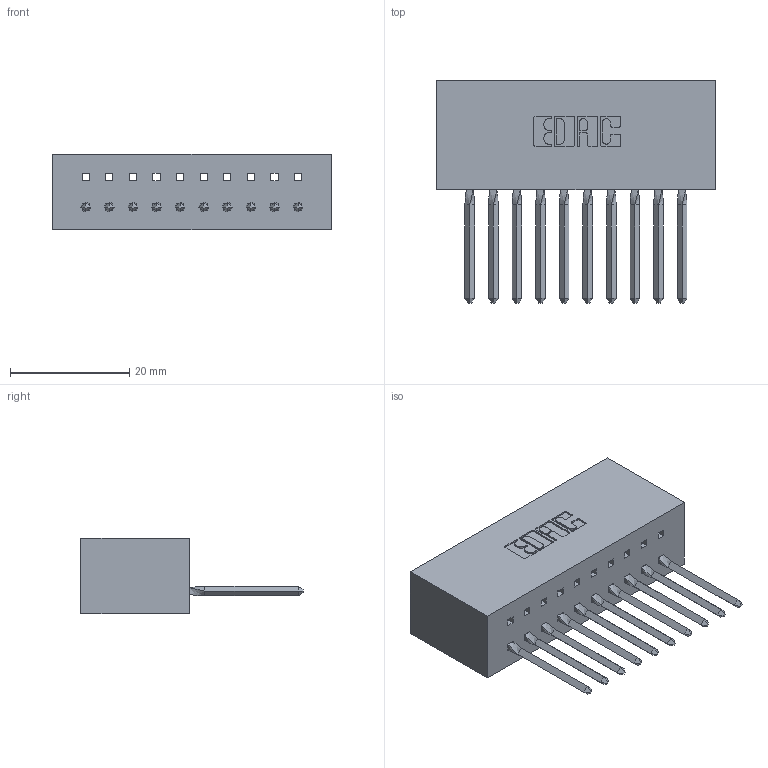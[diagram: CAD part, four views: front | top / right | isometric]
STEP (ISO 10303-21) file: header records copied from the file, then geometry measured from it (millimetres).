
FILE_DESCRIPTION (( 'STEP AP203' ), '1' );
FILE_NAME ('317-010-542-601.STEP', '2020-02-27T13:25:41', ( '' ), ( '' ), 'SwSTEP 2.0', 'SolidWorks 2016', '' );
FILE_SCHEMA (( 'CONFIG_CONTROL_DESIGN' ));
Length unit declared in the file: inch
Products named in the file (3): 317 Part_Lugless; 317-010-542-601; 317-290-003_542
Assembly tree (11 placements, depth 2):
  317-010-542-601
    317 Part_Lugless
    317-290-003_542  x10
Bounding box: 46.84 x 37.34 x 12.7 mm (x, y, z)
Volume: 7970.9 mm3; surface area: 9047.2 mm2
Topology: 11 solids, 11 shells, 840 faces, 2409 edges, 1558 vertices
Faces by surface type: plane 690, cylinder 110, bspline 40
Entity records: 17207 total; most frequent: CARTESIAN_POINT 3291, ORIENTED_EDGE 2964, DIRECTION 2522, EDGE_CURVE 1482, VECTOR 1320, LINE 1320, VERTEX_POINT 982, AXIS2_PLACEMENT_3D 601
